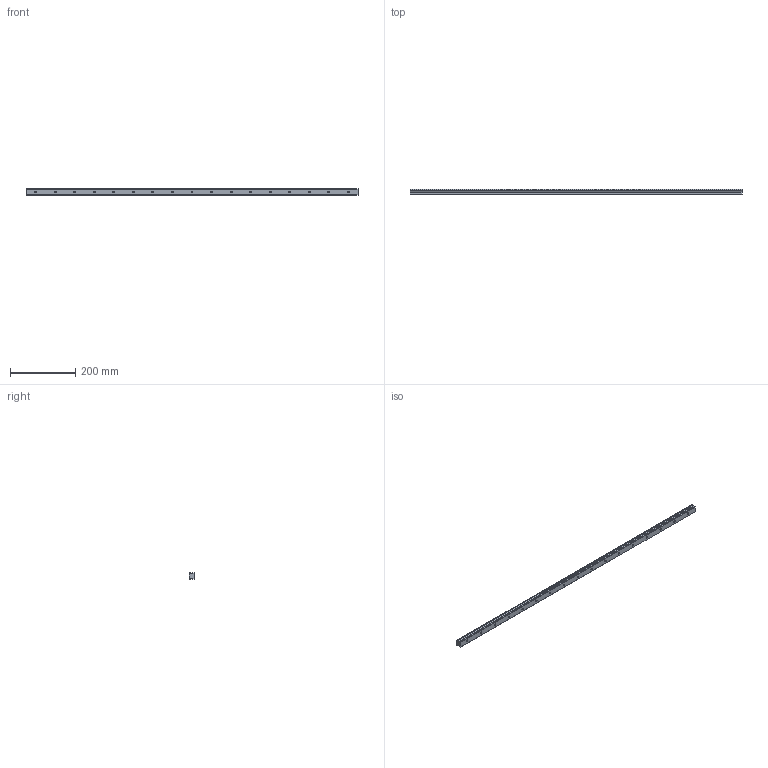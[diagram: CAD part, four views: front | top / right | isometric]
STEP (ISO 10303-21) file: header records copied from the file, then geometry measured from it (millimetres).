
FILE_DESCRIPTION (( 'STEP AP214' ), '1' );
FILE_NAME ('SSR20XTB1SS-1020L_G30_0_B-M6F_476-75_0_0_0.STEP', '2021-06-25T07:26:56', ( '' ), ( '' ), 'SwSTEP 2.0', 'SolidWorks 2021', '' );
FILE_SCHEMA (( 'AUTOMOTIVE_DESIGN' ));
Length unit declared in the file: millimetre
Products named in the file (2): _SSR20XTB102030 Track; SSR20XTB1SS-1020L_G30_0_B-M6F_476-75_0_0_0
Assembly tree (1 placements, depth 2):
  SSR20XTB1SS-1020L_G30_0_B-M6F_476-75_0_0_0
    _SSR20XTB102030 Track
Bounding box: 1020 x 15.5 x 20 mm (x, y, z)
Volume: 270081 mm3; surface area: 81822.1 mm2
Topology: 1 solids, 1 shells, 112 faces, 279 edges, 186 vertices
Faces by surface type: cylinder 75, plane 37
Entity records: 3547 total; most frequent: DIRECTION 661, CARTESIAN_POINT 581, ORIENTED_EDGE 558, EDGE_CURVE 279, AXIS2_PLACEMENT_3D 266, VERTEX_POINT 186, EDGE_LOOP 163, CIRCLE 150
